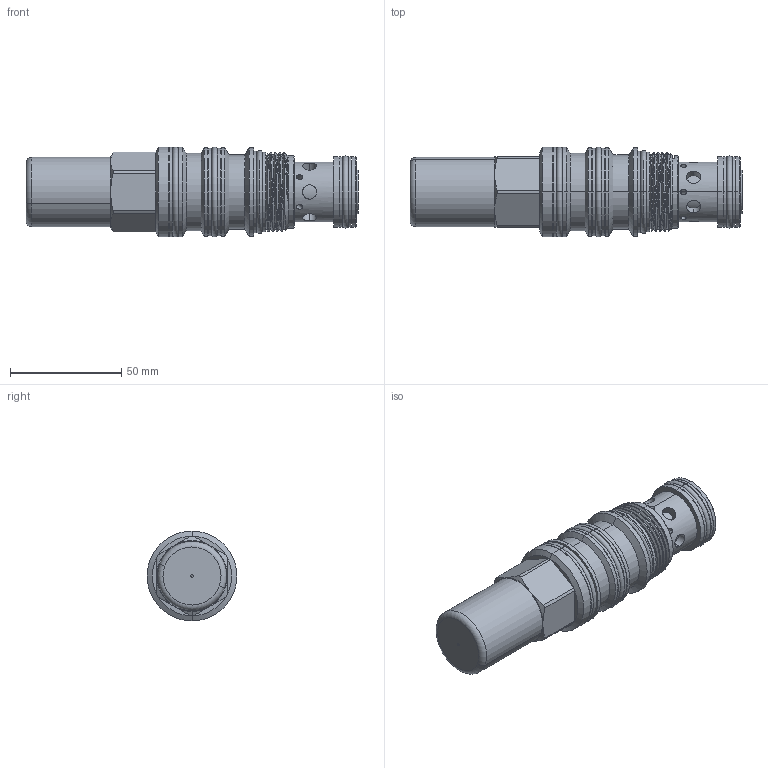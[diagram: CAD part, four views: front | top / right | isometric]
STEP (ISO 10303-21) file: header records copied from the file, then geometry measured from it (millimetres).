
FILE_DESCRIPTION (( 'STEP AP203' ), '1' );
FILE_NAME ('CW23A4A(4C)-C.STEP', '2020-03-18T06:32:38', ( '' ), ( '' ), 'SwSTEP 2.0', 'SolidWorks 2018', '' );
FILE_SCHEMA (( 'CONFIG_CONTROL_DESIGN' ));
Length unit declared in the file: millimetre
Products named in the file (1): CW23A4A(4C)-C
Bounding box: 149.45 x 40.46 x 40.46 mm (x, y, z)
Volume: 113974.8 mm3; surface area: 37533.9 mm2
Topology: 7 solids, 7 shells, 394 faces, 897 edges, 549 vertices
Faces by surface type: cylinder 196, plane 84, cone 62, torus 42, bspline 9, sphere 1
Entity records: 16708 total; most frequent: CARTESIAN_POINT 7977, DIRECTION 1849, ORIENTED_EDGE 1786, EDGE_CURVE 893, AXIS2_PLACEMENT_3D 780, VERTEX_POINT 548, EDGE_LOOP 441, FACE_OUTER_BOUND 394
